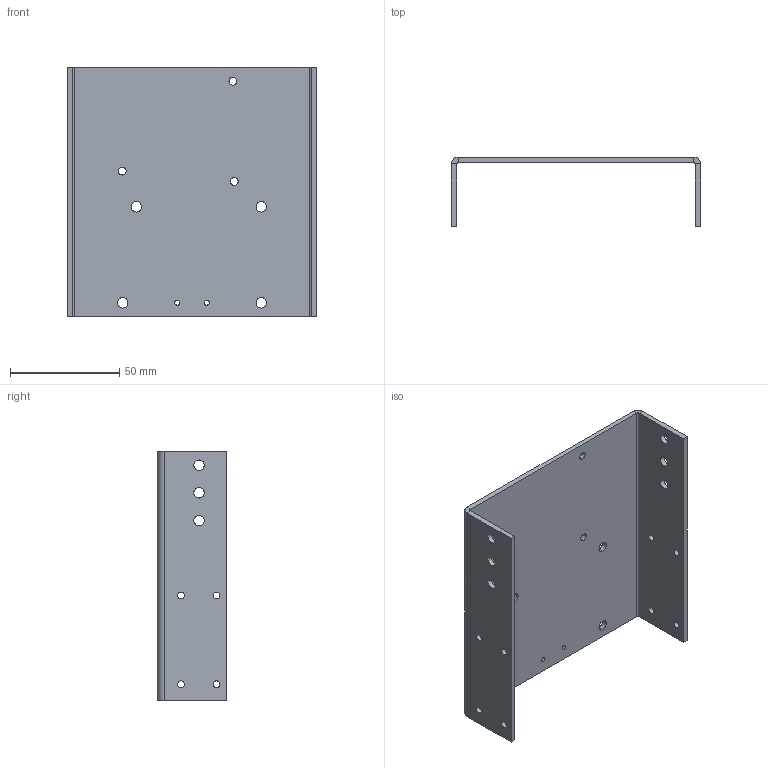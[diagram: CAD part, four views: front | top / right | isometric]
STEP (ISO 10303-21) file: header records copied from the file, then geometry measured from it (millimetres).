
FILE_DESCRIPTION (( 'STEP AP214' ), '1' );
FILE_NAME ('mte380_02_frame_02.STEP', '2017-02-03T17:26:56', ( 'Jake' ), ( '' ), 'SwSTEP 2.0', 'SolidWorks 2016', '' );
FILE_SCHEMA (( 'AUTOMOTIVE_DESIGN' ));
Length unit declared in the file: inch
Products named in the file (1): mte380_02_frame_02
Bounding box: 114.15 x 31.84 x 114.3 mm (x, y, z)
Volume: 45636.5 mm3; surface area: 40640.5 mm2
Topology: 1 solids, 1 shells, 68 faces, 182 edges, 116 vertices
Faces by surface type: cylinder 50, plane 18
Entity records: 2290 total; most frequent: DIRECTION 420, CARTESIAN_POINT 367, ORIENTED_EDGE 364, EDGE_CURVE 182, AXIS2_PLACEMENT_3D 169, VERTEX_POINT 116, EDGE_LOOP 114, CIRCLE 100
